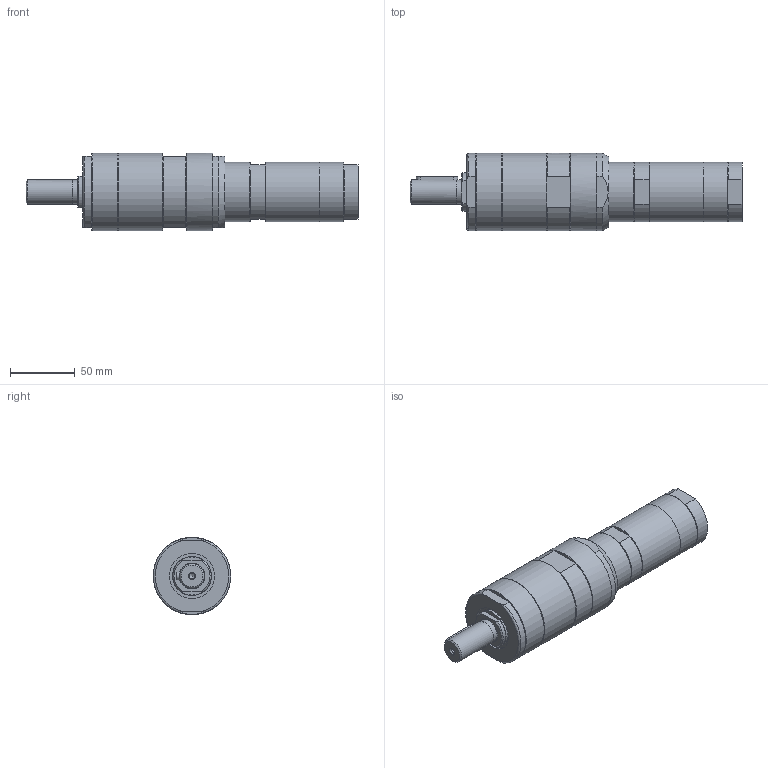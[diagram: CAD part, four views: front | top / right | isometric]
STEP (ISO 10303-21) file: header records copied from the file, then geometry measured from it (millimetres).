
FILE_DESCRIPTION(/* description */ (''),/* implementation_level */ '2;1');
FILE_NAME(/* name */ 'MUD 53-110_60025177.stp',/* time_stamp */ '2018-12-03T13:51:09+01:00',/* author */ ('flambert'),/* organization */ (''),/* preprocessor_version */ 'ST-DEVELOPER v17',/* originating_system */ 'Autodesk Inventor 2018',/* authorisation */ '');
FILE_SCHEMA (('AUTOMOTIVE_DESIGN { 1 0 10303 214 3 1 1 }'));
Length unit declared in the file: millimetre
Products named in the file (1): MUD 53-110_60025177
Bounding box: 257 x 60 x 60 mm (x, y, z)
Volume: 485236.6 mm3; surface area: 51320.4 mm2
Topology: 1 solids, 5 shells, 217 faces, 563 edges, 376 vertices
Faces by surface type: plane 117, cylinder 47, cone 37, bspline 7, torus 7, sphere 2
Full cylindrical faces by diameter (mm): 1.55 x2, 3.6 x1, 4 x1, 4.134 x1, 5 x1, 5.5 x1, 11.445 x2, 18.631 x1, 18.8 x1, 19 x1, 29.95 x1, 35 x1, 36.5 x1, 40 x1, 46 x3, 46.5 x1, 55.178 x1, 55.376 x1, 60 x3
Entity records: 7180 total; most frequent: CARTESIAN_POINT 1475, DIRECTION 1146, ORIENTED_EDGE 1124, EDGE_CURVE 562, AXIS2_PLACEMENT_3D 433, VERTEX_POINT 376, LINE 280, VECTOR 280
